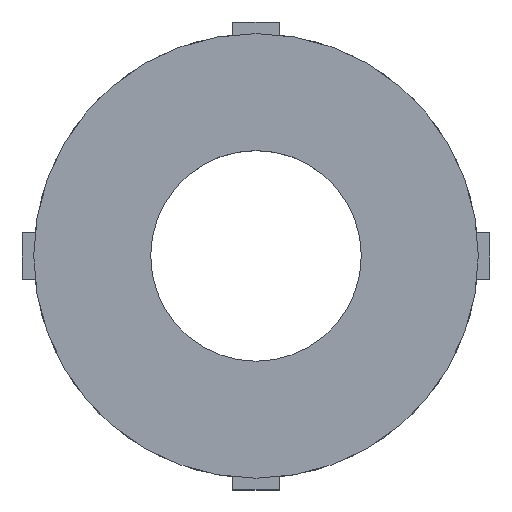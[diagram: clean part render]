
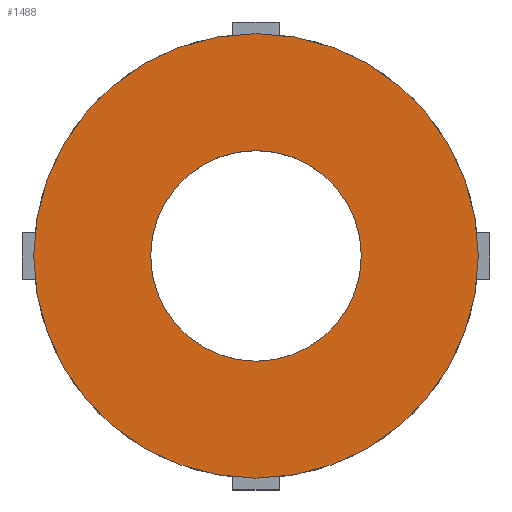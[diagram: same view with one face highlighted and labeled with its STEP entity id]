
A CAD part, top view. The second image highlights one B-rep face of the part: STEP entity #1488.
In plain terms, the highlighted planar face has unit normal (0, 0, 1).
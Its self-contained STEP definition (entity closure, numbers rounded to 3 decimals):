
#592 = CYLINDRICAL_SURFACE('',#593,190.);
#593 = AXIS2_PLACEMENT_3D('',#594,#595,#596);
#594 = CARTESIAN_POINT('',(0.,0.,42.5));
#595 = DIRECTION('',(-0.,-0.,-1.));
#596 = DIRECTION('',(1.,0.,0.));
#1388 = VERTEX_POINT('',#1389);
#1389 = CARTESIAN_POINT('',(190.,0.,47.5));
#1410 = EDGE_CURVE('',#1388,#1388,#1411,.T.);
#1411 = SURFACE_CURVE('',#1412,(#1417,#1424),.PCURVE_S1.);
#1412 = CIRCLE('',#1413,190.);
#1413 = AXIS2_PLACEMENT_3D('',#1414,#1415,#1416);
#1414 = CARTESIAN_POINT('',(0.,0.,47.5));
#1415 = DIRECTION('',(0.,0.,1.));
#1416 = DIRECTION('',(1.,0.,0.));
#1417 = PCURVE('',#592,#1418);
#1418 = DEFINITIONAL_REPRESENTATION('',(#1419),#1423);
#1419 = LINE('',#1420,#1421);
#1420 = CARTESIAN_POINT('',(-0.,-5.));
#1421 = VECTOR('',#1422,1.);
#1422 = DIRECTION('',(-1.,0.));
#1423 = ( GEOMETRIC_REPRESENTATION_CONTEXT(2) 
PARAMETRIC_REPRESENTATION_CONTEXT() REPRESENTATION_CONTEXT('2D SPACE',''
  ) );
#1424 = PCURVE('',#1425,#1430);
#1425 = PLANE('',#1426);
#1426 = AXIS2_PLACEMENT_3D('',#1427,#1428,#1429);
#1427 = CARTESIAN_POINT('',(0.,0.,47.5)
  );
#1428 = DIRECTION('',(0.,0.,1.));
#1429 = DIRECTION('',(1.,0.,-0.));
#1430 = DEFINITIONAL_REPRESENTATION('',(#1431),#1435);
#1431 = CIRCLE('',#1432,190.);
#1432 = AXIS2_PLACEMENT_2D('',#1433,#1434);
#1433 = CARTESIAN_POINT('',(0.,0.));
#1434 = DIRECTION('',(1.,0.));
#1435 = ( GEOMETRIC_REPRESENTATION_CONTEXT(2) 
PARAMETRIC_REPRESENTATION_CONTEXT() REPRESENTATION_CONTEXT('2D SPACE',''
  ) );
#1488 = ADVANCED_FACE('',(#1489,#1492),#1425,.T.);
#1489 = FACE_BOUND('',#1490,.T.);
#1490 = EDGE_LOOP('',(#1491));
#1491 = ORIENTED_EDGE('',*,*,#1410,.T.);
#1492 = FACE_BOUND('',#1493,.T.);
#1493 = EDGE_LOOP('',(#1494));
#1494 = ORIENTED_EDGE('',*,*,#1495,.F.);
#1495 = EDGE_CURVE('',#1496,#1496,#1498,.T.);
#1496 = VERTEX_POINT('',#1497);
#1497 = CARTESIAN_POINT('',(90.,0.,47.5));
#1498 = SURFACE_CURVE('',#1499,(#1504,#1511),.PCURVE_S1.);
#1499 = CIRCLE('',#1500,90.);
#1500 = AXIS2_PLACEMENT_3D('',#1501,#1502,#1503);
#1501 = CARTESIAN_POINT('',(0.,0.,47.5)
  );
#1502 = DIRECTION('',(0.,0.,1.));
#1503 = DIRECTION('',(1.,0.,0.));
#1504 = PCURVE('',#1425,#1505);
#1505 = DEFINITIONAL_REPRESENTATION('',(#1506),#1510);
#1506 = CIRCLE('',#1507,90.);
#1507 = AXIS2_PLACEMENT_2D('',#1508,#1509);
#1508 = CARTESIAN_POINT('',(0.,0.));
#1509 = DIRECTION('',(1.,0.));
#1510 = ( GEOMETRIC_REPRESENTATION_CONTEXT(2) 
PARAMETRIC_REPRESENTATION_CONTEXT() REPRESENTATION_CONTEXT('2D SPACE',''
  ) );
#1511 = PCURVE('',#1512,#1517);
#1512 = CYLINDRICAL_SURFACE('',#1513,90.);
#1513 = AXIS2_PLACEMENT_3D('',#1514,#1515,#1516);
#1514 = CARTESIAN_POINT('',(0.,0.,42.5)
  );
#1515 = DIRECTION('',(-0.,-0.,-1.));
#1516 = DIRECTION('',(1.,0.,0.));
#1517 = DEFINITIONAL_REPRESENTATION('',(#1518),#1522);
#1518 = LINE('',#1519,#1520);
#1519 = CARTESIAN_POINT('',(-0.,-5.));
#1520 = VECTOR('',#1521,1.);
#1521 = DIRECTION('',(-1.,0.));
#1522 = ( GEOMETRIC_REPRESENTATION_CONTEXT(2) 
PARAMETRIC_REPRESENTATION_CONTEXT() REPRESENTATION_CONTEXT('2D SPACE',''
  ) );
